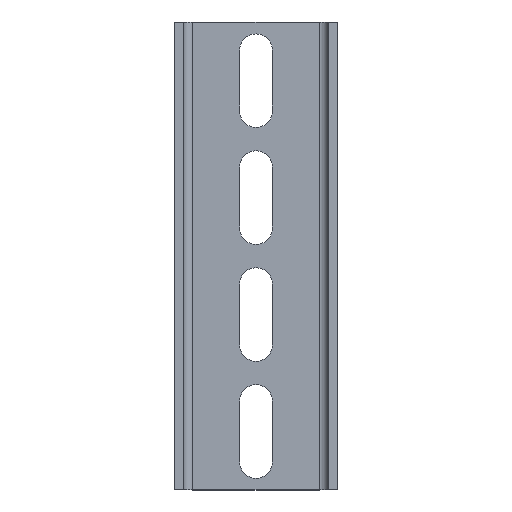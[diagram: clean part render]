
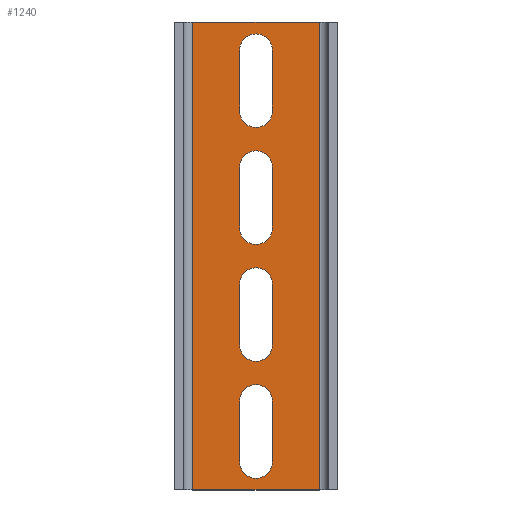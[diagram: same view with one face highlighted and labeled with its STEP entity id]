
A CAD part, top view. The second image highlights one B-rep face of the part: STEP entity #1240.
In plain terms, the highlighted planar face has unit normal (0, 0, 1).
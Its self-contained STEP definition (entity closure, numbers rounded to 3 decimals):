
#37=DIRECTION('',(1.,0.,0.));
#38=VECTOR('',#37,54.);
#39=CARTESIAN_POINT('',(-27.,0.,-21.));
#40=LINE('',#39,#38);
#210=DIRECTION('',(0.,1.,0.));
#211=VECTOR('',#210,200.);
#212=CARTESIAN_POINT('',(27.,0.,-21.));
#213=LINE('',#212,#211);
#214=DIRECTION('',(0.,1.,0.));
#215=VECTOR('',#214,200.);
#216=CARTESIAN_POINT('',(-27.,0.,-21.));
#217=LINE('',#216,#215);
#218=DIRECTION('',(0.,1.,0.));
#219=VECTOR('',#218,26.);
#220=CARTESIAN_POINT('',(-7.,12.,-21.));
#221=LINE('',#220,#219);
#222=CARTESIAN_POINT('',(0.,12.,-21.));
#223=DIRECTION('',(0.,0.,1.));
#224=DIRECTION('',(-1.,0.,0.));
#225=AXIS2_PLACEMENT_3D('',#222,#223,#224);
#227=DIRECTION('',(0.,-1.,0.));
#228=VECTOR('',#227,26.);
#229=CARTESIAN_POINT('',(7.,38.,-21.));
#230=LINE('',#229,#228);
#231=CARTESIAN_POINT('',(0.,38.,-21.));
#232=DIRECTION('',(0.,0.,1.));
#233=DIRECTION('',(1.,0.,0.));
#234=AXIS2_PLACEMENT_3D('',#231,#232,#233);
#236=CARTESIAN_POINT('',(0.,88.,-21.));
#237=DIRECTION('',(0.,0.,-1.));
#238=DIRECTION('',(-1.,0.,0.));
#239=AXIS2_PLACEMENT_3D('',#236,#237,#238);
#241=DIRECTION('',(0.,1.,0.));
#242=VECTOR('',#241,26.);
#243=CARTESIAN_POINT('',(-7.,62.,-21.));
#244=LINE('',#243,#242);
#245=CARTESIAN_POINT('',(0.,62.,-21.));
#246=DIRECTION('',(0.,0.,-1.));
#247=DIRECTION('',(1.,0.,0.));
#248=AXIS2_PLACEMENT_3D('',#245,#246,#247);
#250=DIRECTION('',(0.,-1.,0.));
#251=VECTOR('',#250,26.);
#252=CARTESIAN_POINT('',(7.,88.,-21.));
#253=LINE('',#252,#251);
#254=CARTESIAN_POINT('',(0.,138.,-21.));
#255=DIRECTION('',(0.,0.,-1.));
#256=DIRECTION('',(-1.,0.,0.));
#257=AXIS2_PLACEMENT_3D('',#254,#255,#256);
#259=DIRECTION('',(0.,1.,0.));
#260=VECTOR('',#259,26.);
#261=CARTESIAN_POINT('',(-7.,112.,-21.));
#262=LINE('',#261,#260);
#263=CARTESIAN_POINT('',(0.,112.,-21.));
#264=DIRECTION('',(0.,0.,-1.));
#265=DIRECTION('',(1.,0.,0.));
#266=AXIS2_PLACEMENT_3D('',#263,#264,#265);
#268=DIRECTION('',(0.,-1.,0.));
#269=VECTOR('',#268,26.);
#270=CARTESIAN_POINT('',(7.,138.,-21.));
#271=LINE('',#270,#269);
#272=CARTESIAN_POINT('',(0.,188.,-21.));
#273=DIRECTION('',(0.,0.,-1.));
#274=DIRECTION('',(-1.,0.,0.));
#275=AXIS2_PLACEMENT_3D('',#272,#273,#274);
#277=DIRECTION('',(0.,1.,0.));
#278=VECTOR('',#277,26.);
#279=CARTESIAN_POINT('',(-7.,162.,-21.));
#280=LINE('',#279,#278);
#281=CARTESIAN_POINT('',(0.,162.,-21.));
#282=DIRECTION('',(0.,0.,-1.));
#283=DIRECTION('',(1.,0.,0.));
#284=AXIS2_PLACEMENT_3D('',#281,#282,#283);
#286=DIRECTION('',(0.,-1.,0.));
#287=VECTOR('',#286,26.);
#288=CARTESIAN_POINT('',(7.,188.,-21.));
#289=LINE('',#288,#287);
#551=DIRECTION('',(1.,0.,0.));
#552=VECTOR('',#551,54.);
#553=CARTESIAN_POINT('',(-27.,200.,-21.));
#554=LINE('',#553,#552);
#794=CARTESIAN_POINT('',(-27.,0.,-21.));
#795=VERTEX_POINT('',#794);
#796=CARTESIAN_POINT('',(27.,0.,-21.));
#797=VERTEX_POINT('',#796);
#818=CARTESIAN_POINT('',(-27.,200.,-21.));
#819=VERTEX_POINT('',#818);
#820=CARTESIAN_POINT('',(27.,200.,-21.));
#821=VERTEX_POINT('',#820);
#834=CARTESIAN_POINT('',(-7.,12.,-21.));
#835=CARTESIAN_POINT('',(-7.,38.,-21.));
#836=VERTEX_POINT('',#834);
#837=VERTEX_POINT('',#835);
#838=CARTESIAN_POINT('',(7.,12.,-21.));
#839=VERTEX_POINT('',#838);
#840=CARTESIAN_POINT('',(7.,38.,-21.));
#841=VERTEX_POINT('',#840);
#850=CARTESIAN_POINT('',(-7.,88.,-21.));
#851=CARTESIAN_POINT('',(7.,88.,-21.));
#852=VERTEX_POINT('',#850);
#853=VERTEX_POINT('',#851);
#854=CARTESIAN_POINT('',(7.,62.,-21.));
#855=VERTEX_POINT('',#854);
#856=CARTESIAN_POINT('',(-7.,62.,-21.));
#857=VERTEX_POINT('',#856);
#866=CARTESIAN_POINT('',(-7.,138.,-21.));
#867=CARTESIAN_POINT('',(7.,138.,-21.));
#868=VERTEX_POINT('',#866);
#869=VERTEX_POINT('',#867);
#870=CARTESIAN_POINT('',(7.,112.,-21.));
#871=VERTEX_POINT('',#870);
#872=CARTESIAN_POINT('',(-7.,112.,-21.));
#873=VERTEX_POINT('',#872);
#882=CARTESIAN_POINT('',(-7.,188.,-21.));
#883=CARTESIAN_POINT('',(7.,188.,-21.));
#884=VERTEX_POINT('',#882);
#885=VERTEX_POINT('',#883);
#886=CARTESIAN_POINT('',(7.,162.,-21.));
#887=VERTEX_POINT('',#886);
#888=CARTESIAN_POINT('',(-7.,162.,-21.));
#889=VERTEX_POINT('',#888);
#1187=CARTESIAN_POINT('',(-27.,0.,-21.));
#1188=DIRECTION('',(0.,0.,1.));
#1189=DIRECTION('',(1.,0.,0.));
#1190=AXIS2_PLACEMENT_3D('',#1187,#1188,#1189);
#1191=PLANE('',#1190);
#1192=ORIENTED_EDGE('',*,*,#1039,.F.);
#1194=ORIENTED_EDGE('',*,*,#1193,.T.);
#1196=ORIENTED_EDGE('',*,*,#1195,.T.);
#1197=ORIENTED_EDGE('',*,*,#1179,.F.);
#1198=EDGE_LOOP('',(#1192,#1194,#1196,#1197));
#1199=FACE_OUTER_BOUND('',#1198,.F.);
#1201=ORIENTED_EDGE('',*,*,#1200,.F.);
#1203=ORIENTED_EDGE('',*,*,#1202,.T.);
#1205=ORIENTED_EDGE('',*,*,#1204,.F.);
#1207=ORIENTED_EDGE('',*,*,#1206,.T.);
#1208=EDGE_LOOP('',(#1201,#1203,#1205,#1207));
#1209=FACE_BOUND('',#1208,.F.);
#1211=ORIENTED_EDGE('',*,*,#1210,.F.);
#1213=ORIENTED_EDGE('',*,*,#1212,.F.);
#1215=ORIENTED_EDGE('',*,*,#1214,.F.);
#1217=ORIENTED_EDGE('',*,*,#1216,.F.);
#1218=EDGE_LOOP('',(#1211,#1213,#1215,#1217));
#1219=FACE_BOUND('',#1218,.F.);
#1221=ORIENTED_EDGE('',*,*,#1220,.F.);
#1223=ORIENTED_EDGE('',*,*,#1222,.F.);
#1225=ORIENTED_EDGE('',*,*,#1224,.F.);
#1227=ORIENTED_EDGE('',*,*,#1226,.F.);
#1228=EDGE_LOOP('',(#1221,#1223,#1225,#1227));
#1229=FACE_BOUND('',#1228,.F.);
#1231=ORIENTED_EDGE('',*,*,#1230,.F.);
#1233=ORIENTED_EDGE('',*,*,#1232,.F.);
#1235=ORIENTED_EDGE('',*,*,#1234,.F.);
#1237=ORIENTED_EDGE('',*,*,#1236,.F.);
#1238=EDGE_LOOP('',(#1231,#1233,#1235,#1237));
#1239=FACE_BOUND('',#1238,.F.);
#1240=ADVANCED_FACE('',(#1199,#1209,#1219,#1229,#1239),#1191,.T.);
#226=CIRCLE('',#225,7.);
#235=CIRCLE('',#234,7.);
#240=CIRCLE('',#239,7.);
#249=CIRCLE('',#248,7.);
#258=CIRCLE('',#257,7.);
#267=CIRCLE('',#266,7.);
#276=CIRCLE('',#275,7.);
#285=CIRCLE('',#284,7.);
#1039=EDGE_CURVE('',#795,#797,#40,.T.);
#1179=EDGE_CURVE('',#797,#821,#213,.T.);
#1193=EDGE_CURVE('',#795,#819,#217,.T.);
#1195=EDGE_CURVE('',#819,#821,#554,.T.);
#1200=EDGE_CURVE('',#836,#837,#221,.T.);
#1202=EDGE_CURVE('',#836,#839,#226,.T.);
#1204=EDGE_CURVE('',#841,#839,#230,.T.);
#1206=EDGE_CURVE('',#841,#837,#235,.T.);
#1210=EDGE_CURVE('',#852,#853,#240,.T.);
#1212=EDGE_CURVE('',#857,#852,#244,.T.);
#1214=EDGE_CURVE('',#855,#857,#249,.T.);
#1216=EDGE_CURVE('',#853,#855,#253,.T.);
#1220=EDGE_CURVE('',#868,#869,#258,.T.);
#1222=EDGE_CURVE('',#873,#868,#262,.T.);
#1224=EDGE_CURVE('',#871,#873,#267,.T.);
#1226=EDGE_CURVE('',#869,#871,#271,.T.);
#1230=EDGE_CURVE('',#884,#885,#276,.T.);
#1232=EDGE_CURVE('',#889,#884,#280,.T.);
#1234=EDGE_CURVE('',#887,#889,#285,.T.);
#1236=EDGE_CURVE('',#885,#887,#289,.T.);
